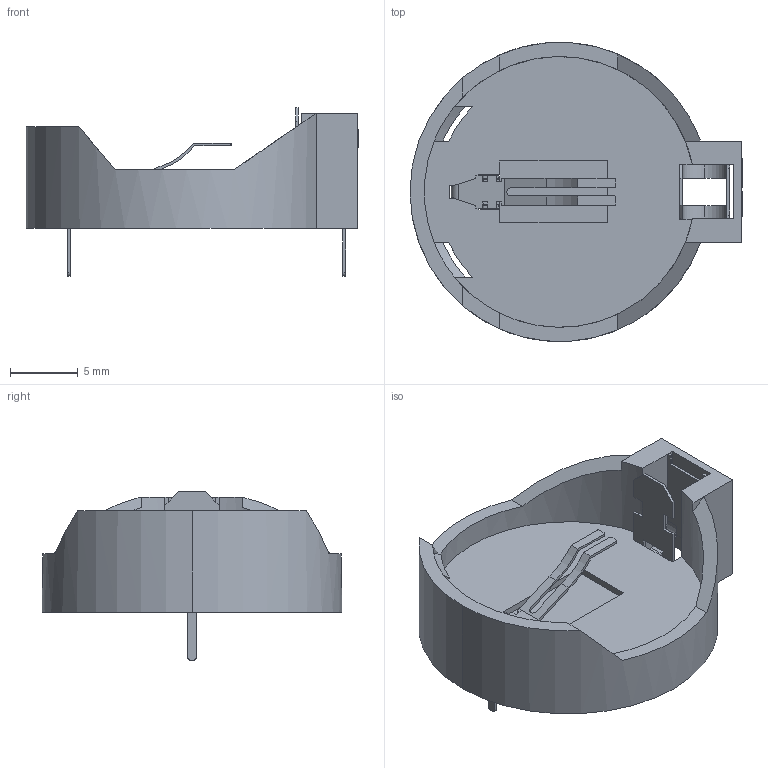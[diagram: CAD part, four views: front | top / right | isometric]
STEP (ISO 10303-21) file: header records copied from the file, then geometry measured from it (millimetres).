
FILE_DESCRIPTION(('FreeCAD Model'),'2;1');
FILE_NAME('Open CASCADE Shape Model','2024-04-24T15:47:13',(''),(''), 'Open CASCADE STEP processor 7.6','FreeCAD','Unknown');
FILE_SCHEMA(('AUTOMOTIVE_DESIGN { 1 0 10303 214 1 1 1 1 }'));
Length unit declared in the file: millimetre
Products named in the file (4): COMPOUND004; COMPOUND001; COMPOUND002; COMPOUND003
Assembly tree (3 placements, depth 2):
  COMPOUND004
    COMPOUND001
    COMPOUND002
    COMPOUND003
Bounding box: 24.51 x 22.1 x 12.45 mm (x, y, z)
Volume: 1261.1 mm3; surface area: 1876 mm2
Topology: 3 solids, 3 shells, 395 faces, 1124 edges, 746 vertices
Faces by surface type: plane 267, bspline 98, cylinder 28, cone 2
Entity records: 15360 total; most frequent: CARTESIAN_POINT 3629, ORIENTED_EDGE 2248, DIRECTION 1582, EDGE_CURVE 1124, LINE 832, VECTOR 832, VERTEX_POINT 746, FACE_BOUND 424
